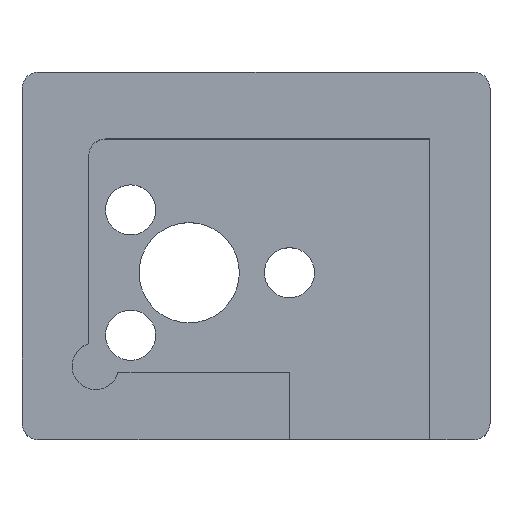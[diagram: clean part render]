
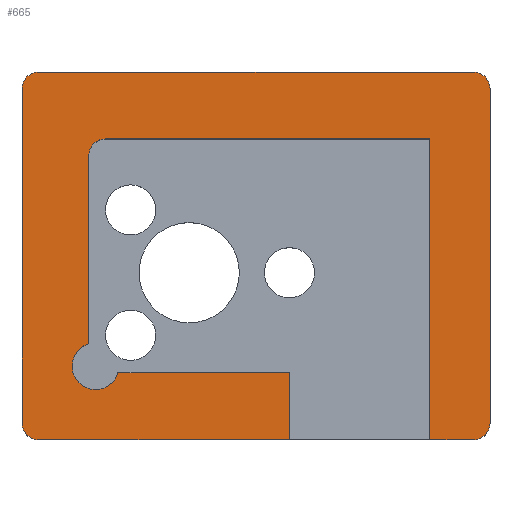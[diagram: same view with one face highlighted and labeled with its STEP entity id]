
A CAD part, top view. The second image highlights one B-rep face of the part: STEP entity #665.
In plain terms, the highlighted planar face has unit normal (0, 0, 1).
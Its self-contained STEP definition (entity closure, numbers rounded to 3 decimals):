
#20=LINE('',#953,#81);
#28=LINE('',#986,#89);
#36=LINE('',#1003,#97);
#38=LINE('',#1010,#99);
#55=LINE('',#1064,#116);
#64=LINE('',#1092,#125);
#65=LINE('',#1094,#126);
#71=LINE('',#1107,#132);
#73=LINE('',#1114,#134);
#75=LINE('',#1117,#136);
#81=VECTOR('',#759,10.);
#89=VECTOR('',#787,10.);
#97=VECTOR('',#801,10.);
#99=VECTOR('',#809,10.);
#116=VECTOR('',#860,10.);
#125=VECTOR('',#889,10.);
#126=VECTOR('',#892,10.);
#132=VECTOR('',#910,10.);
#134=VECTOR('',#918,10.);
#136=VECTOR('',#922,10.);
#155=PLANE('',#737);
#200=FACE_OUTER_BOUND('',#245,.T.);
#245=EDGE_LOOP('',(#597,#598,#599,#600,#601,#602,#603,#604,#605,#606,#607,
#608,#609,#610,#611,#612));
#264=CIRCLE('',#694,0.5);
#265=CIRCLE('',#697,0.5);
#276=CIRCLE('',#713,0.5);
#281=CIRCLE('',#721,0.5);
#282=CIRCLE('',#724,0.5);
#283=CIRCLE('',#734,0.7);
#290=VERTEX_POINT('',#949);
#292=VERTEX_POINT('',#952);
#306=VERTEX_POINT('',#983);
#307=VERTEX_POINT('',#985);
#308=VERTEX_POINT('',#989);
#313=VERTEX_POINT('',#1001);
#314=VERTEX_POINT('',#1005);
#315=VERTEX_POINT('',#1009);
#332=VERTEX_POINT('',#1054);
#335=VERTEX_POINT('',#1062);
#342=VERTEX_POINT('',#1081);
#343=VERTEX_POINT('',#1086);
#344=VERTEX_POINT('',#1090);
#345=VERTEX_POINT('',#1105);
#346=VERTEX_POINT('',#1109);
#347=VERTEX_POINT('',#1113);
#355=EDGE_CURVE('',#292,#290,#20,.T.);
#371=EDGE_CURVE('',#306,#307,#28,.T.);
#373=EDGE_CURVE('',#308,#306,#264,.T.);
#380=EDGE_CURVE('',#313,#308,#36,.T.);
#381=EDGE_CURVE('',#307,#314,#265,.T.);
#383=EDGE_CURVE('',#314,#315,#38,.T.);
#407=EDGE_CURVE('',#332,#313,#276,.T.);
#412=EDGE_CURVE('',#332,#335,#55,.T.);
#421=EDGE_CURVE('',#342,#335,#281,.T.);
#424=EDGE_CURVE('',#343,#290,#282,.T.);
#426=EDGE_CURVE('',#344,#343,#64,.T.);
#427=EDGE_CURVE('',#315,#344,#65,.T.);
#433=EDGE_CURVE('',#342,#345,#71,.T.);
#434=EDGE_CURVE('',#346,#292,#283,.T.);
#436=EDGE_CURVE('',#347,#346,#73,.T.);
#438=EDGE_CURVE('',#345,#347,#75,.T.);
#597=ORIENTED_EDGE('',*,*,#373,.F.);
#598=ORIENTED_EDGE('',*,*,#380,.F.);
#599=ORIENTED_EDGE('',*,*,#407,.F.);
#600=ORIENTED_EDGE('',*,*,#412,.T.);
#601=ORIENTED_EDGE('',*,*,#421,.F.);
#602=ORIENTED_EDGE('',*,*,#433,.T.);
#603=ORIENTED_EDGE('',*,*,#438,.T.);
#604=ORIENTED_EDGE('',*,*,#436,.T.);
#605=ORIENTED_EDGE('',*,*,#434,.T.);
#606=ORIENTED_EDGE('',*,*,#355,.T.);
#607=ORIENTED_EDGE('',*,*,#424,.F.);
#608=ORIENTED_EDGE('',*,*,#426,.F.);
#609=ORIENTED_EDGE('',*,*,#427,.F.);
#610=ORIENTED_EDGE('',*,*,#383,.F.);
#611=ORIENTED_EDGE('',*,*,#381,.F.);
#612=ORIENTED_EDGE('',*,*,#371,.F.);
#665=ADVANCED_FACE('',(#200),#155,.T.);
#694=AXIS2_PLACEMENT_3D('',#990,#791,#792);
#697=AXIS2_PLACEMENT_3D('',#1006,#804,#805);
#713=AXIS2_PLACEMENT_3D('',#1055,#851,#852);
#721=AXIS2_PLACEMENT_3D('',#1082,#876,#877);
#724=AXIS2_PLACEMENT_3D('',#1088,#884,#885);
#734=AXIS2_PLACEMENT_3D('',#1110,#913,#914);
#737=AXIS2_PLACEMENT_3D('',#1118,#923,#924);
#759=DIRECTION('',(0.,1.,0.));
#787=DIRECTION('',(0.,-1.,0.));
#791=DIRECTION('center_axis',(0.,0.,-1.));
#792=DIRECTION('ref_axis',(0.707,0.707,0.));
#801=DIRECTION('',(1.,0.,0.));
#804=DIRECTION('center_axis',(0.,0.,-1.));
#805=DIRECTION('ref_axis',(0.707,-0.707,0.));
#809=DIRECTION('',(-1.,0.,0.));
#851=DIRECTION('center_axis',(0.,0.,-1.));
#852=DIRECTION('ref_axis',(-0.707,0.707,0.));
#860=DIRECTION('',(0.,-1.,0.));
#876=DIRECTION('center_axis',(0.,0.,-1.));
#877=DIRECTION('ref_axis',(-0.707,-0.707,0.));
#884=DIRECTION('center_axis',(0.,0.,1.));
#885=DIRECTION('ref_axis',(-0.707,0.707,0.));
#889=DIRECTION('',(-1.,0.,0.));
#892=DIRECTION('',(0.,1.,0.));
#910=DIRECTION('',(1.,0.,0.));
#913=DIRECTION('center_axis',(0.,0.,-1.));
#914=DIRECTION('ref_axis',(-1.,0.,0.));
#918=DIRECTION('',(-1.,0.,0.));
#922=DIRECTION('',(0.,1.,0.));
#923=DIRECTION('center_axis',(0.,0.,1.));
#924=DIRECTION('ref_axis',(1.,0.,0.));
#949=CARTESIAN_POINT('',(2.,8.5,2.75));
#952=CARTESIAN_POINT('',(2.,2.871,2.75));
#953=CARTESIAN_POINT('',(2.,0.,2.75));
#983=CARTESIAN_POINT('',(14.,10.5,2.75));
#985=CARTESIAN_POINT('',(14.,0.5,2.75));
#986=CARTESIAN_POINT('',(14.,9.5,2.75));
#989=CARTESIAN_POINT('',(13.5,11.,2.75));
#990=CARTESIAN_POINT('Origin',(13.5,10.5,2.75));
#1001=CARTESIAN_POINT('',(0.5,11.,2.75));
#1003=CARTESIAN_POINT('',(11.,11.,2.75));
#1005=CARTESIAN_POINT('',(13.5,0.,2.75));
#1006=CARTESIAN_POINT('Origin',(13.5,0.5,2.75));
#1009=CARTESIAN_POINT('',(12.2,0.,2.75));
#1010=CARTESIAN_POINT('',(12.65,0.,2.75));
#1054=CARTESIAN_POINT('',(0.,10.5,2.75));
#1055=CARTESIAN_POINT('Origin',(0.5,10.5,2.75));
#1062=CARTESIAN_POINT('',(0.,0.5,2.75));
#1064=CARTESIAN_POINT('',(0.,11.,2.75));
#1081=CARTESIAN_POINT('',(0.5,0.,2.75));
#1082=CARTESIAN_POINT('Origin',(0.5,0.5,2.75));
#1086=CARTESIAN_POINT('',(2.5,9.,2.75));
#1088=CARTESIAN_POINT('Origin',(2.5,8.5,2.75));
#1090=CARTESIAN_POINT('',(12.2,9.,2.75));
#1092=CARTESIAN_POINT('',(5.,9.,2.75));
#1094=CARTESIAN_POINT('',(12.2,6.75,2.75));
#1105=CARTESIAN_POINT('',(8.,0.,2.75));
#1107=CARTESIAN_POINT('',(0.,0.,2.75));
#1109=CARTESIAN_POINT('',(2.871,2.,2.75));
#1110=CARTESIAN_POINT('Origin',(2.2,2.2,2.75));
#1113=CARTESIAN_POINT('',(8.,2.,2.75));
#1114=CARTESIAN_POINT('',(8.,2.,2.75));
#1117=CARTESIAN_POINT('',(8.,0.,2.75));
#1118=CARTESIAN_POINT('Origin',(1.,5.5,2.75));
